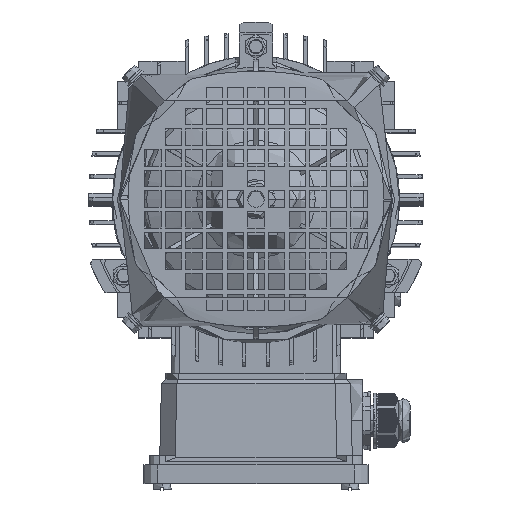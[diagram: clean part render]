
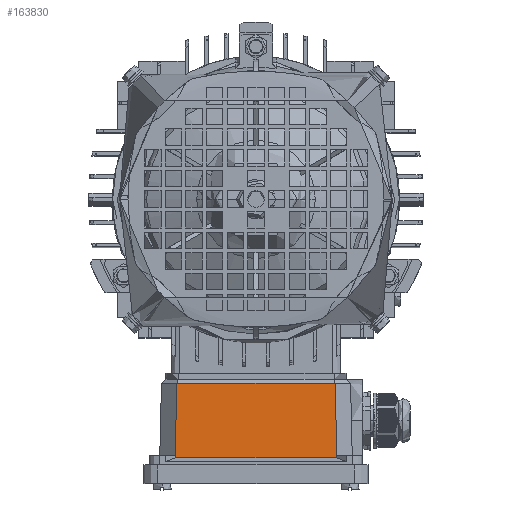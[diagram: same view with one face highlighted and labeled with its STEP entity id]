
A CAD part, top view. The second image highlights one B-rep face of the part: STEP entity #163830.
In plain terms, the highlighted planar face has unit normal (0, 0.023, 1).
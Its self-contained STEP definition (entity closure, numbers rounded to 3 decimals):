
#938 = LINE ( 'NONE', #186946, #88150 ) ;
#8410 = EDGE_CURVE ( 'NONE', #110373, #93807, #51193, .T. ) ;
#11928 = CARTESIAN_POINT ( 'NONE',  ( -38.836, -124., 101.614 ) ) ;
#13253 = EDGE_CURVE ( 'NONE', #97369, #20629, #221586, .T. ) ;
#20629 = VERTEX_POINT ( 'NONE', #106966 ) ;
#22897 = VECTOR ( 'NONE', #217612, 1000. ) ;
#26298 = VERTEX_POINT ( 'NONE', #151086 ) ;
#32676 = CARTESIAN_POINT ( 'NONE',  ( -38.355, -89., 100.82 ) ) ;
#36585 = EDGE_CURVE ( 'NONE', #20629, #110373, #70361, .T. ) ;
#44701 = DIRECTION ( 'NONE',  ( 1., 0., 0. ) ) ;
#45677 = VECTOR ( 'NONE', #169232, 1000. ) ;
#46652 = DIRECTION ( 'NONE',  ( -1., 0., 0. ) ) ;
#46945 = CARTESIAN_POINT ( 'NONE',  ( -38.859, -125., 101.637 ) ) ;
#48274 = EDGE_CURVE ( 'NONE', #93807, #189635, #173591, .T. ) ;
#51193 = LINE ( 'NONE', #223693, #45677 ) ;
#54832 = VECTOR ( 'NONE', #62618, 1000. ) ;
#62618 = DIRECTION ( 'NONE',  ( 0.023, 0.999, -0.023 ) ) ;
#64354 = EDGE_CURVE ( 'NONE', #146305, #26298, #938, .T. ) ;
#65320 = DIRECTION ( 'NONE',  ( 0.023, -0.999, 0.023 ) ) ;
#66079 = ORIENTED_EDGE ( 'NONE', *, *, #99345, .F. ) ;
#70361 = LINE ( 'NONE', #213130, #203535 ) ;
#74637 = CARTESIAN_POINT ( 'NONE',  ( 38.355, -89., 100.82 ) ) ;
#78379 = ORIENTED_EDGE ( 'NONE', *, *, #48274, .F. ) ;
#80294 = ORIENTED_EDGE ( 'NONE', *, *, #36585, .F. ) ;
#86876 = EDGE_LOOP ( 'NONE', ( #80294, #160912, #66079, #129907, #163246, #90026, #78379, #209088 ) ) ;
#87686 = EDGE_CURVE ( 'NONE', #26298, #160062, #161907, .T. ) ;
#88050 = CARTESIAN_POINT ( 'NONE',  ( 51.75, -129.955, 101.749 ) ) ;
#88150 = VECTOR ( 'NONE', #65320, 1000. ) ;
#90026 = ORIENTED_EDGE ( 'NONE', *, *, #162025, .T. ) ;
#91610 = DIRECTION ( 'NONE',  ( 0.023, 0.999, -0.023 ) ) ;
#93807 = VERTEX_POINT ( 'NONE', #170117 ) ;
#96132 = CARTESIAN_POINT ( 'NONE',  ( 0., -125., 101.637 ) ) ;
#97369 = VERTEX_POINT ( 'NONE', #11928 ) ;
#99345 = EDGE_CURVE ( 'NONE', #160062, #97369, #141986, .T. ) ;
#105527 = DIRECTION ( 'NONE',  ( 0., 1., -0.023 ) ) ;
#106966 = CARTESIAN_POINT ( 'NONE',  ( -39.149, -124., 101.614 ) ) ;
#110373 = VERTEX_POINT ( 'NONE', #32676 ) ;
#119868 = VECTOR ( 'NONE', #44701, 1000. ) ;
#124871 = FACE_OUTER_BOUND ( 'NONE', #86876, .T. ) ;
#129234 = CARTESIAN_POINT ( 'NONE',  ( 39.149, -124., 101.614 ) ) ;
#129907 = ORIENTED_EDGE ( 'NONE', *, *, #87686, .F. ) ;
#131471 = CARTESIAN_POINT ( 'NONE',  ( 46.682, -124., 101.614 ) ) ;
#132784 = VECTOR ( 'NONE', #213625, 1000. ) ;
#141986 = LINE ( 'NONE', #166923, #54832 ) ;
#146305 = VERTEX_POINT ( 'NONE', #168080 ) ;
#151086 = CARTESIAN_POINT ( 'NONE',  ( 38.859, -125., 101.637 ) ) ;
#160062 = VERTEX_POINT ( 'NONE', #46945 ) ;
#160912 = ORIENTED_EDGE ( 'NONE', *, *, #13253, .F. ) ;
#161907 = LINE ( 'NONE', #96132, #22897 ) ;
#162025 = EDGE_CURVE ( 'NONE', #146305, #189635, #171650, .T. ) ;
#163246 = ORIENTED_EDGE ( 'NONE', *, *, #64354, .F. ) ;
#163830 = ADVANCED_FACE ( 'NONE', ( #124871 ), #192128, .F. ) ;
#166923 = CARTESIAN_POINT ( 'NONE',  ( -38.859, -125., 101.637 ) ) ;
#168080 = CARTESIAN_POINT ( 'NONE',  ( 38.836, -124., 101.614 ) ) ;
#168493 = CARTESIAN_POINT ( 'NONE',  ( 51.75, -124., 101.614 ) ) ;
#169232 = DIRECTION ( 'NONE',  ( 1., 0., 0. ) ) ;
#170117 = CARTESIAN_POINT ( 'NONE',  ( 38.355, -89., 100.82 ) ) ;
#171650 = LINE ( 'NONE', #131471, #119868 ) ;
#173591 = LINE ( 'NONE', #74637, #132784 ) ;
#175502 = VECTOR ( 'NONE', #46652, 1000. ) ;
#186946 = CARTESIAN_POINT ( 'NONE',  ( 38.836, -124., 101.614 ) ) ;
#189635 = VERTEX_POINT ( 'NONE', #129234 ) ;
#192128 = PLANE ( 'NONE',  #215721 ) ;
#203535 = VECTOR ( 'NONE', #91610, 1000. ) ;
#209088 = ORIENTED_EDGE ( 'NONE', *, *, #8410, .F. ) ;
#209523 = DIRECTION ( 'NONE',  ( 0., -0.023, -1. ) ) ;
#213130 = CARTESIAN_POINT ( 'NONE',  ( -38.752, -106.5, 101.217 ) ) ;
#213625 = DIRECTION ( 'NONE',  ( 0.023, -0.999, 0.023 ) ) ;
#215721 = AXIS2_PLACEMENT_3D ( 'NONE', #88050, #209523, #105527 ) ;
#217612 = DIRECTION ( 'NONE',  ( -1., 0., 0. ) ) ;
#221586 = LINE ( 'NONE', #168493, #175502 ) ;
#223693 = CARTESIAN_POINT ( 'NONE',  ( 51.75, -89., 100.82 ) ) ;
